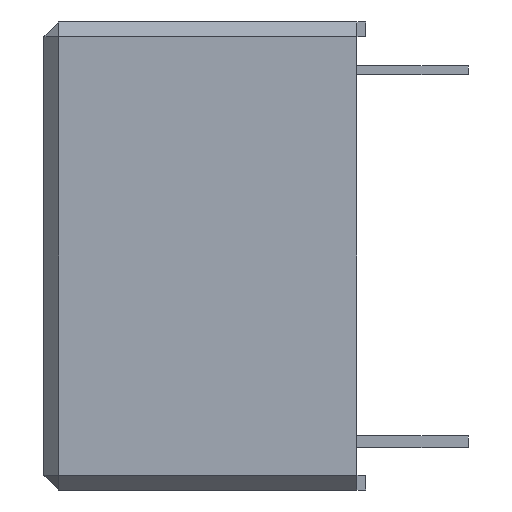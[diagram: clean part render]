
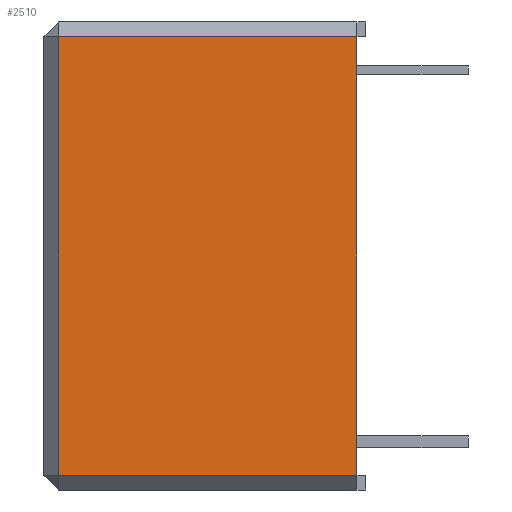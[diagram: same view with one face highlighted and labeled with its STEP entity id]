
A CAD part, left-side view. The second image highlights one B-rep face of the part: STEP entity #2510.
In plain terms, the highlighted planar face has unit normal (-1, 0, 0).
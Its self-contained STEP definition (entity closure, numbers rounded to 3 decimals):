
#156 = EDGE_CURVE ( 'NONE', #1883, #2609, #1208, .T. ) ;
#378 = EDGE_CURVE ( 'NONE', #5108, #1550, #731, .T. ) ;
#422 = DIRECTION ( 'NONE',  ( 0., 1., 0. ) ) ;
#452 = CARTESIAN_POINT ( 'NONE',  ( -2.11, 0.3, 1.15 ) ) ;
#470 = DIRECTION ( 'NONE',  ( 0., 0., -1. ) ) ;
#539 = ORIENTED_EDGE ( 'NONE', *, *, #156, .T. ) ;
#731 = LINE ( 'NONE', #6100, #5951 ) ;
#988 = AXIS2_PLACEMENT_3D ( 'NONE', #4879, #1896, #5361 ) ;
#1208 = LINE ( 'NONE', #4469, #5406 ) ;
#1550 = VERTEX_POINT ( 'NONE', #3800 ) ;
#1794 = EDGE_CURVE ( 'NONE', #2609, #5108, #2575, .T. ) ;
#1883 = VERTEX_POINT ( 'NONE', #452 ) ;
#1893 = CARTESIAN_POINT ( 'NONE',  ( -2.11, 10.5, 1.15 ) ) ;
#1896 = DIRECTION ( 'NONE',  ( -1., 0., 0. ) ) ;
#2402 = CARTESIAN_POINT ( 'NONE',  ( -2.11, 10.5, -13.85 ) ) ;
#2510 = ADVANCED_FACE ( 'NONE', ( #3979 ), #5379, .T. ) ;
#2575 = LINE ( 'NONE', #2734, #5384 ) ;
#2609 = VERTEX_POINT ( 'NONE', #1893 ) ;
#2734 = CARTESIAN_POINT ( 'NONE',  ( -2.11, 10.5, -14.35 ) ) ;
#2774 = VECTOR ( 'NONE', #470, 1000. ) ;
#2895 = ORIENTED_EDGE ( 'NONE', *, *, #5227, .F. ) ;
#3413 = EDGE_LOOP ( 'NONE', ( #5726, #5148, #2895, #539 ) ) ;
#3448 = LINE ( 'NONE', #5454, #2774 ) ;
#3800 = CARTESIAN_POINT ( 'NONE',  ( -2.11, 0.3, -13.85 ) ) ;
#3979 = FACE_OUTER_BOUND ( 'NONE', #3413, .T. ) ;
#4172 = DIRECTION ( 'NONE',  ( 0., 0., -1. ) ) ;
#4469 = CARTESIAN_POINT ( 'NONE',  ( -2.11, 11., 1.15 ) ) ;
#4653 = DIRECTION ( 'NONE',  ( 0., -1., 0. ) ) ;
#4879 = CARTESIAN_POINT ( 'NONE',  ( -2.11, 11., 1.65 ) ) ;
#5108 = VERTEX_POINT ( 'NONE', #2402 ) ;
#5148 = ORIENTED_EDGE ( 'NONE', *, *, #378, .T. ) ;
#5227 = EDGE_CURVE ( 'NONE', #1883, #1550, #3448, .T. ) ;
#5361 = DIRECTION ( 'NONE',  ( 0., 0., 1. ) ) ;
#5379 = PLANE ( 'NONE',  #988 ) ;
#5384 = VECTOR ( 'NONE', #4172, 1000. ) ;
#5406 = VECTOR ( 'NONE', #422, 1000. ) ;
#5454 = CARTESIAN_POINT ( 'NONE',  ( -2.11, 0.3, 1.65 ) ) ;
#5726 = ORIENTED_EDGE ( 'NONE', *, *, #1794, .T. ) ;
#5951 = VECTOR ( 'NONE', #4653, 1000. ) ;
#6100 = CARTESIAN_POINT ( 'NONE',  ( -2.11, 11., -13.85 ) ) ;
